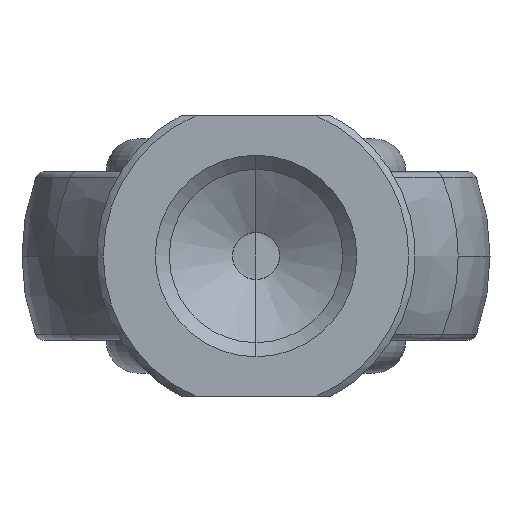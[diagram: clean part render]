
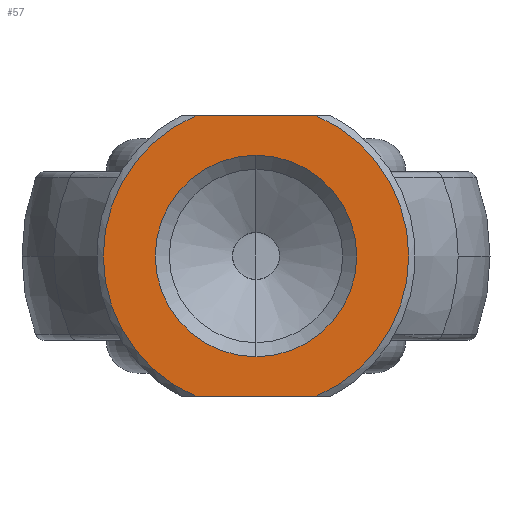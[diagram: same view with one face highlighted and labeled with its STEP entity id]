
A CAD part, left-side view. The second image highlights one B-rep face of the part: STEP entity #57.
In plain terms, the highlighted planar face has unit normal (-1, 0, 0).
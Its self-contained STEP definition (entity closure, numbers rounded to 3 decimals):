
#57 = ADVANCED_FACE ( 'NONE', ( #510, #514 ), #1562, .F. ) ;
#88 = EDGE_CURVE ( 'NONE', #1667, #1406, #464, .T. ) ;
#137 = EDGE_CURVE ( 'NONE', #1638, #1283, #402, .T. ) ;
#184 = EDGE_CURVE ( 'NONE', #1635, #1406, #348, .T. ) ;
#186 = EDGE_CURVE ( 'NONE', #1667, #1035, #346, .T. ) ;
#187 = EDGE_CURVE ( 'NONE', #1635, #1035, #356, .T. ) ;
#196 = EDGE_CURVE ( 'NONE', #1283, #1638, #504, .T. ) ;
#248 = AXIS2_PLACEMENT_3D ( 'NONE', #1615, #1600, #1599 ) ;
#278 = AXIS2_PLACEMENT_3D ( 'NONE', #1393, #1210, #1211 ) ;
#299 = AXIS2_PLACEMENT_3D ( 'NONE', #1748, #1771, #1772 ) ;
#301 = AXIS2_PLACEMENT_3D ( 'NONE', #1773, #1776, #1777 ) ;
#305 = AXIS2_PLACEMENT_3D ( 'NONE', #1797, #1808, #1809 ) ;
#346 = CIRCLE ( 'NONE', #301, 16.3 ) ;
#348 = CIRCLE ( 'NONE', #299, 16.3 ) ;
#356 = LINE ( 'NONE', #1778, #363 ) ;
#363 = VECTOR ( 'NONE', #1779, 1000. ) ;
#402 = CIRCLE ( 'NONE', #278, 10.75 ) ;
#464 = LINE ( 'NONE', #1669, #481 ) ;
#481 = VECTOR ( 'NONE', #1646, 1000. ) ;
#504 = CIRCLE ( 'NONE', #305, 10.75 ) ;
#510 = FACE_BOUND ( 'NONE', #879, .T. ) ;
#514 = FACE_OUTER_BOUND ( 'NONE', #831, .T. ) ;
#716 = ORIENTED_EDGE ( 'NONE', *, *, #196, .T. ) ;
#717 = ORIENTED_EDGE ( 'NONE', *, *, #187, .F. ) ;
#719 = ORIENTED_EDGE ( 'NONE', *, *, #137, .T. ) ;
#720 = ORIENTED_EDGE ( 'NONE', *, *, #184, .T. ) ;
#722 = ORIENTED_EDGE ( 'NONE', *, *, #88, .F. ) ;
#799 = ORIENTED_EDGE ( 'NONE', *, *, #186, .T. ) ;
#831 = EDGE_LOOP ( 'NONE', ( #717, #720, #722, #799 ) ) ;
#879 = EDGE_LOOP ( 'NONE', ( #719, #716 ) ) ;
#1035 = VERTEX_POINT ( 'NONE', #1860 ) ;
#1210 = DIRECTION ( 'NONE',  ( 1., 0., 0. ) ) ;
#1211 = DIRECTION ( 'NONE',  ( 0., 0., -1. ) ) ;
#1283 = VERTEX_POINT ( 'NONE', #1890 ) ;
#1393 = CARTESIAN_POINT ( 'NONE',  ( 0., 0., 0. ) ) ;
#1406 = VERTEX_POINT ( 'NONE', #1905 ) ;
#1562 = PLANE ( 'NONE',  #248 ) ;
#1599 = DIRECTION ( 'NONE',  ( 0., 0., -1. ) ) ;
#1600 = DIRECTION ( 'NONE',  ( 1., 0., 0. ) ) ;
#1615 = CARTESIAN_POINT ( 'NONE',  ( 0., 9.25, 0. ) ) ;
#1635 = VERTEX_POINT ( 'NONE', #1918 ) ;
#1638 = VERTEX_POINT ( 'NONE', #1921 ) ;
#1646 = DIRECTION ( 'NONE',  ( 0., -1., 0. ) ) ;
#1667 = VERTEX_POINT ( 'NONE', #1926 ) ;
#1669 = CARTESIAN_POINT ( 'NONE',  ( 0., 8., 15. ) ) ;
#1748 = CARTESIAN_POINT ( 'NONE',  ( 0., 0., 0. ) ) ;
#1771 = DIRECTION ( 'NONE',  ( -1., 0., 0. ) ) ;
#1772 = DIRECTION ( 'NONE',  ( 0., 0., -1. ) ) ;
#1773 = CARTESIAN_POINT ( 'NONE',  ( 0., 0., 0. ) ) ;
#1776 = DIRECTION ( 'NONE',  ( -1., 0., 0. ) ) ;
#1777 = DIRECTION ( 'NONE',  ( 0., 0., -1. ) ) ;
#1778 = CARTESIAN_POINT ( 'NONE',  ( 0., 8., -15. ) ) ;
#1779 = DIRECTION ( 'NONE',  ( 0., 1., 0. ) ) ;
#1797 = CARTESIAN_POINT ( 'NONE',  ( 0., 0., 0. ) ) ;
#1808 = DIRECTION ( 'NONE',  ( 1., 0., 0. ) ) ;
#1809 = DIRECTION ( 'NONE',  ( 0., 0., -1. ) ) ;
#1860 = CARTESIAN_POINT ( 'NONE',  ( 0., 6.379, -15. ) ) ;
#1890 = CARTESIAN_POINT ( 'NONE',  ( 0., 0., -10.75 ) ) ;
#1905 = CARTESIAN_POINT ( 'NONE',  ( 0., -6.379, 15. ) ) ;
#1918 = CARTESIAN_POINT ( 'NONE',  ( 0., -6.379, -15. ) ) ;
#1921 = CARTESIAN_POINT ( 'NONE',  ( 0., 0., 10.75 ) ) ;
#1926 = CARTESIAN_POINT ( 'NONE',  ( 0., 6.379, 15. ) ) ;
